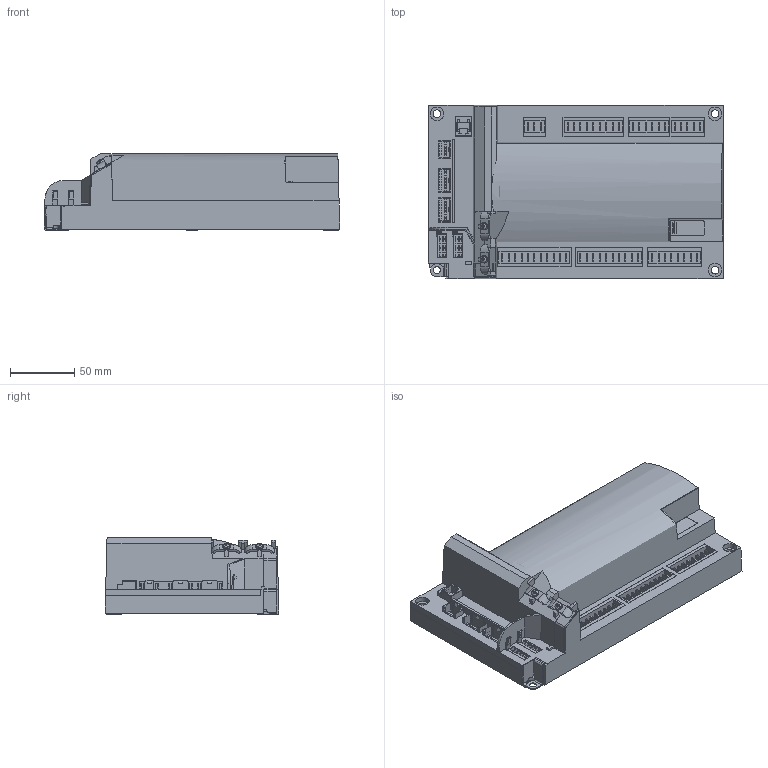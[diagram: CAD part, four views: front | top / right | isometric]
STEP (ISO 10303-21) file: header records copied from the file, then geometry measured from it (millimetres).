
FILE_DESCRIPTION(/* description */ ('Step214-Parts for PM'),/* implementation_level */ '2;1');
FILE_NAME(/* name */ 'LMV3.stp',/* time_stamp */ '2016-02-22T09:59:21+01:00',/* author */ ('EMC'),/* organization */ ('Siemens'),/* preprocessor_version */ 'ST-DEVELOPER v15',/* originating_system */ 'SIEMENS PLM Software NX 8.5',/* authorisation */ 'EMC/PM');
FILE_SCHEMA (('AUTOMOTIVE_DESIGN { 1 0 10303 214 3 1 1 1 }'));
Length unit declared in the file: millimetre
Products named in the file (1): Volc0F20AD4Cxvgv
Bounding box: 230.71 x 135.71 x 60.06 mm (x, y, z)
Volume: 1178389.1 mm3; surface area: 121161 mm2
Topology: 1 solids, 2 shells, 1361 faces, 3474 edges, 2224 vertices
Faces by surface type: plane 1270, cylinder 79, sphere 6, bspline 4, cone 2
Full cylindrical faces by diameter (mm): 3 x2, 5.4 x1, 5.6 x2, 6.1 x3, 10.5 x3
Entity records: 47483 total; most frequent: CARTESIAN_POINT 7566, ORIENTED_EDGE 6922, DIRECTION 6237, EDGE_CURVE 3461, LINE 3097, VECTOR 3097, VERTEX_POINT 2222, AXIS2_PLACEMENT_3D 1570
